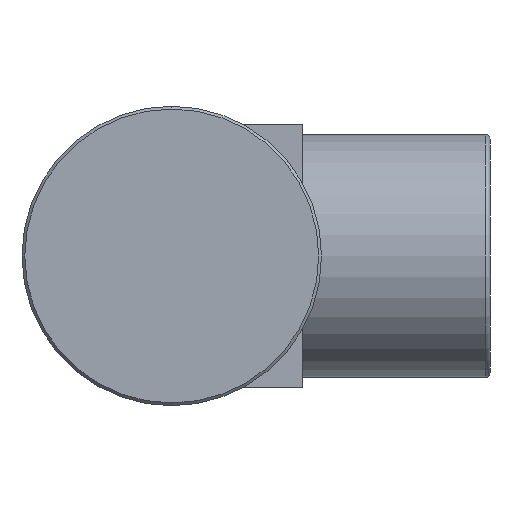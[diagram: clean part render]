
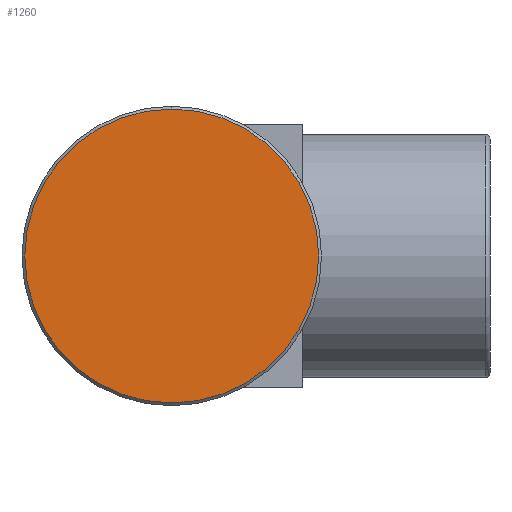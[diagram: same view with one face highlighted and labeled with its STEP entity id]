
A CAD part, left-side view. The second image highlights one B-rep face of the part: STEP entity #1260.
In plain terms, the highlighted planar face has unit normal (-1, 0, 0).
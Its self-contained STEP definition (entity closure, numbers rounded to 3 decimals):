
#19 = EDGE_CURVE ( 'NONE', #1020, #1359, #183, .T. ) ;
#27 = DIRECTION ( 'NONE',  ( 0., 0., 1. ) ) ;
#70 = CARTESIAN_POINT ( 'NONE',  ( 0., 0., 15.7 ) ) ;
#98 = DIRECTION ( 'NONE',  ( 0., 0., 1. ) ) ;
#118 = AXIS2_PLACEMENT_3D ( 'NONE', #475, #1008, #27 ) ;
#183 = CIRCLE ( 'NONE', #118, 15.7 ) ;
#289 = AXIS2_PLACEMENT_3D ( 'NONE', #1351, #812, #823 ) ;
#381 = AXIS2_PLACEMENT_3D ( 'NONE', #829, #623, #98 ) ;
#395 = PLANE ( 'NONE',  #289 ) ;
#420 = CARTESIAN_POINT ( 'NONE',  ( 0., 0., -15.7 ) ) ;
#448 = ORIENTED_EDGE ( 'NONE', *, *, #19, .T. ) ;
#475 = CARTESIAN_POINT ( 'NONE',  ( 0., 0., 0. ) ) ;
#593 = EDGE_LOOP ( 'NONE', ( #1334, #448 ) ) ;
#623 = DIRECTION ( 'NONE',  ( -1., 0., 0. ) ) ;
#812 = DIRECTION ( 'NONE',  ( 1., 0., 0. ) ) ;
#823 = DIRECTION ( 'NONE',  ( 0., 0., -1. ) ) ;
#829 = CARTESIAN_POINT ( 'NONE',  ( 0., 0., 0. ) ) ;
#1008 = DIRECTION ( 'NONE',  ( -1., 0., 0. ) ) ;
#1020 = VERTEX_POINT ( 'NONE', #70 ) ;
#1260 = ADVANCED_FACE ( 'NONE', ( #1284 ), #395, .F. ) ;
#1282 = CIRCLE ( 'NONE', #381, 15.7 ) ;
#1284 = FACE_OUTER_BOUND ( 'NONE', #593, .T. ) ;
#1334 = ORIENTED_EDGE ( 'NONE', *, *, #1370, .T. ) ;
#1351 = CARTESIAN_POINT ( 'NONE',  ( 0., 0., 0. ) ) ;
#1359 = VERTEX_POINT ( 'NONE', #420 ) ;
#1370 = EDGE_CURVE ( 'NONE', #1359, #1020, #1282, .T. ) ;
